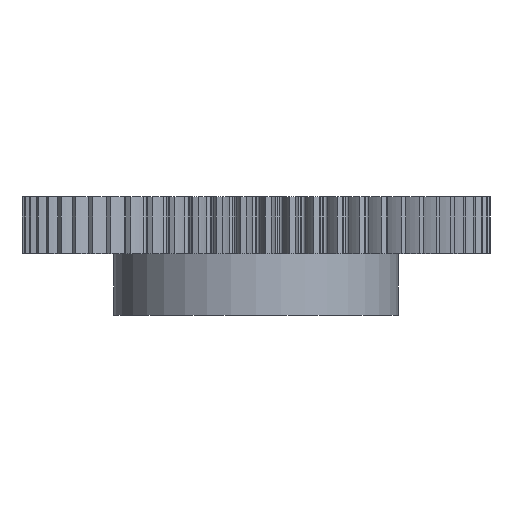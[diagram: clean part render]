
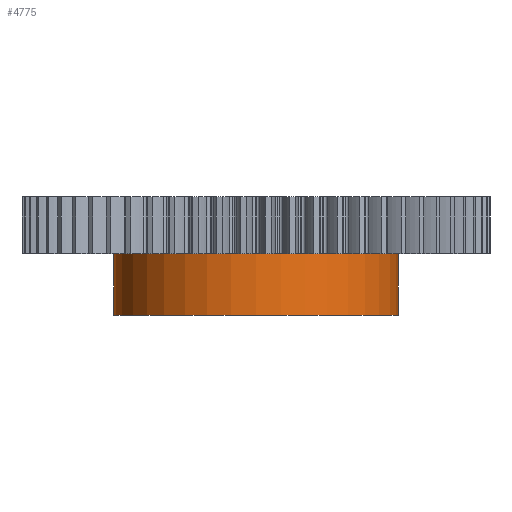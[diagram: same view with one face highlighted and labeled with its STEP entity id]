
A CAD part, front view. The second image highlights one B-rep face of the part: STEP entity #4775.
In plain terms, the highlighted cylindrical face has radius 30 mm (diameter 60 mm), a partial arc.
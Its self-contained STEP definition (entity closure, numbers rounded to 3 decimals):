
#1660 = EDGE_CURVE ( 'NONE', #4885, #4896, #8303, .T. ) ;
#4707 = EDGE_LOOP ( 'NONE', ( #4767, #5016, #4985, #4832 ) ) ;
#4767 = ORIENTED_EDGE ( 'NONE', *, *, #4890, .F. ) ;
#4775 = ADVANCED_FACE ( 'NONE', ( #13382 ), #13369, .T. ) ;
#4832 = ORIENTED_EDGE ( 'NONE', *, *, #1660, .F. ) ;
#4885 = VERTEX_POINT ( 'NONE', #13299 ) ;
#4890 = EDGE_CURVE ( 'NONE', #5099, #4885, #13281, .T. ) ;
#4896 = VERTEX_POINT ( 'NONE', #13323 ) ;
#4898 = EDGE_CURVE ( 'NONE', #4908, #4896, #13326, .T. ) ;
#4908 = VERTEX_POINT ( 'NONE', #13585 ) ;
#4985 = ORIENTED_EDGE ( 'NONE', *, *, #4898, .T. ) ;
#5009 = EDGE_CURVE ( 'NONE', #5099, #4908, #13578, .T. ) ;
#5016 = ORIENTED_EDGE ( 'NONE', *, *, #5009, .T. ) ;
#5099 = VERTEX_POINT ( 'NONE', #13529 ) ;
#8214 = DIRECTION ( 'NONE',  ( 1., 0., 0. ) ) ;
#8215 = DIRECTION ( 'NONE',  ( 0., 0., 1. ) ) ;
#8216 = CARTESIAN_POINT ( 'NONE',  ( 0., 0., 0. ) ) ;
#8217 = AXIS2_PLACEMENT_3D ( 'NONE', #8216, #8215, #8214 ) ;
#8303 = CIRCLE ( 'NONE', #8217, 30. ) ;
#13280 = CARTESIAN_POINT ( 'NONE',  ( -30., 0., -13. ) ) ;
#13281 = LINE ( 'NONE', #13280, #13333 ) ;
#13299 = CARTESIAN_POINT ( 'NONE',  ( -30., 0., 0. ) ) ;
#13314 = DIRECTION ( 'NONE',  ( 0., 0., 1. ) ) ;
#13315 = VECTOR ( 'NONE', #13314, 1000. ) ;
#13323 = CARTESIAN_POINT ( 'NONE',  ( 30., 0., 0. ) ) ;
#13325 = CARTESIAN_POINT ( 'NONE',  ( 30., 0., -13. ) ) ;
#13326 = LINE ( 'NONE', #13325, #13315 ) ;
#13332 = DIRECTION ( 'NONE',  ( 0., 0., 1. ) ) ;
#13333 = VECTOR ( 'NONE', #13332, 1000. ) ;
#13335 = DIRECTION ( 'NONE',  ( 0., 0., 1. ) ) ;
#13369 = CYLINDRICAL_SURFACE ( 'NONE', #13374, 30. ) ;
#13374 = AXIS2_PLACEMENT_3D ( 'NONE', #13381, #13335, #13426 ) ;
#13381 = CARTESIAN_POINT ( 'NONE',  ( 0., 0., -13. ) ) ;
#13382 = FACE_OUTER_BOUND ( 'NONE', #4707, .T. ) ;
#13426 = DIRECTION ( 'NONE',  ( 1., 0., 0. ) ) ;
#13529 = CARTESIAN_POINT ( 'NONE',  ( -30., 0., -13. ) ) ;
#13578 = CIRCLE ( 'NONE', #13612, 30. ) ;
#13585 = CARTESIAN_POINT ( 'NONE',  ( 30., 0., -13. ) ) ;
#13609 = DIRECTION ( 'NONE',  ( 1., 0., 0. ) ) ;
#13610 = DIRECTION ( 'NONE',  ( 0., 0., 1. ) ) ;
#13611 = CARTESIAN_POINT ( 'NONE',  ( 0., 0., -13. ) ) ;
#13612 = AXIS2_PLACEMENT_3D ( 'NONE', #13611, #13610, #13609 ) ;
